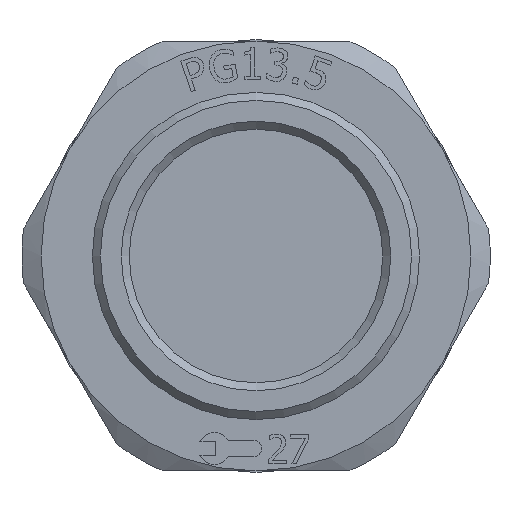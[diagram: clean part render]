
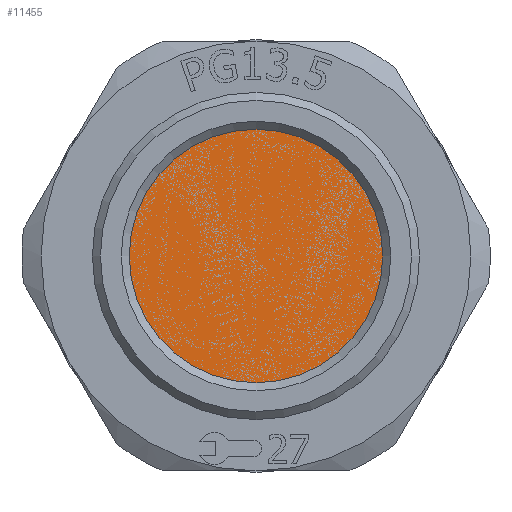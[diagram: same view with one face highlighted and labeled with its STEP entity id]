
A CAD part, front view. The second image highlights one B-rep face of the part: STEP entity #11455.
In plain terms, the highlighted planar face has unit normal (0, -1, 0).
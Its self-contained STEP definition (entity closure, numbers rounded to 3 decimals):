
#3751=FACE_OUTER_BOUND('',#4326,.T.);
#4326=EDGE_LOOP('',(#10734));
#4553=CIRCLE('',#12077,10.2);
#5720=VERTEX_POINT('',#23681);
#7392=EDGE_CURVE('',#5720,#5720,#4553,.T.);
#10734=ORIENTED_EDGE('',*,*,#7392,.T.);
#10913=PLANE('',#12076);
#11455=ADVANCED_FACE('',(#3751),#10913,.T.);
#12076=AXIS2_PLACEMENT_3D('',#23680,#14068,#14069);
#12077=AXIS2_PLACEMENT_3D('',#23682,#14070,#14071);
#14068=DIRECTION('center_axis',(0.,-1.,0.));
#14069=DIRECTION('ref_axis',(0.,0.,-1.));
#14070=DIRECTION('center_axis',(0.,-1.,0.));
#14071=DIRECTION('ref_axis',(0.,0.,1.));
#23680=CARTESIAN_POINT('Origin',(-7.922,-8.033,0.));
#23681=CARTESIAN_POINT('',(-7.922,-8.033,-10.2));
#23682=CARTESIAN_POINT('Origin',(-7.922,-8.033,0.));
